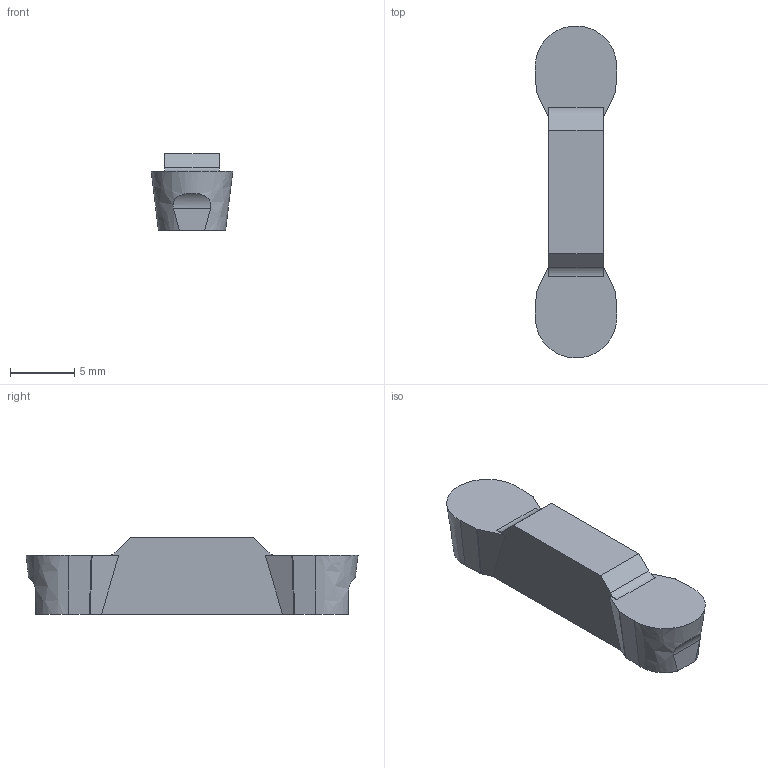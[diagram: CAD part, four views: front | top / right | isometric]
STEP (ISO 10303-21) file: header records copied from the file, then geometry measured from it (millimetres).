
FILE_DESCRIPTION(/* description */ (''),/* implementation_level */ '2;1');
FILE_NAME(/* name */ 'n123j2-0635-ro-s05f_cut_20200415_114423_1.stp',/* time_stamp */ '2020-04-15T11:45:01+02:00',/* author */ (''),/* organization */ ('SMS'),/* preprocessor_version */ 'ST-DEVELOPER v16.7',/* originating_system */ 'SIEMENS PLM Software NX 12.0',/* authorisation */ '');
FILE_SCHEMA (('AUTOMOTIVE_DESIGN { 1 0 10303 214 3 1 1 1 }'));
Length unit declared in the file: millimetre
Products named in the file (1): N123J2-0635-RO-S05F_CUT_20200415_114423_1
Bounding box: 6.34 x 25.8 x 5.97 mm (x, y, z)
Volume: 593.6 mm3; surface area: 532.7 mm2
Topology: 1 solids, 1 shells, 28 faces, 79 edges, 55 vertices
Faces by surface type: plane 18, bspline 6, cylinder 4
Entity records: 1208 total; most frequent: CARTESIAN_POINT 504, ORIENTED_EDGE 156, DIRECTION 106, EDGE_CURVE 78, VERTEX_POINT 52, LINE 48, VECTOR 48, AXIS2_PLACEMENT_3D 29
